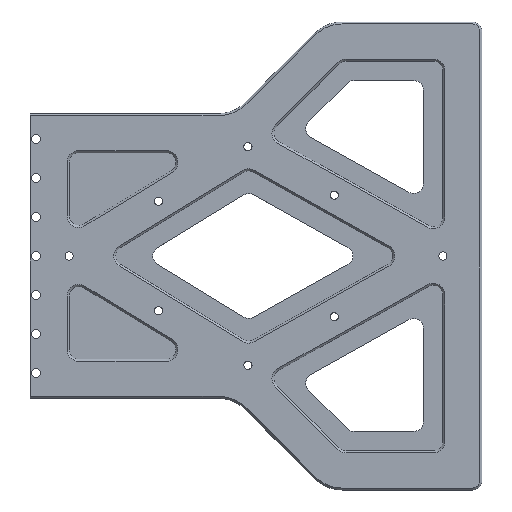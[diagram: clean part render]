
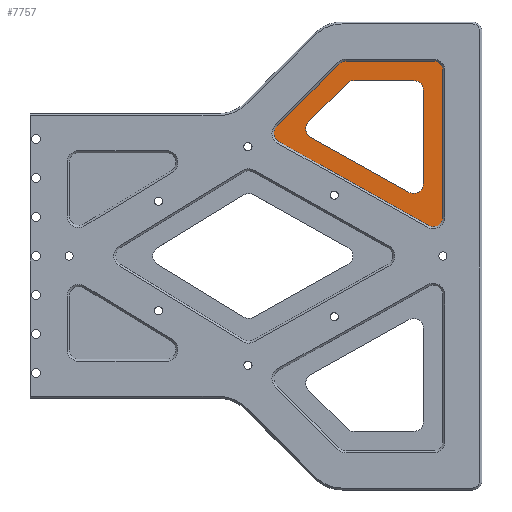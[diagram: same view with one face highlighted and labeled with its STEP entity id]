
A CAD part, top view. The second image highlights one B-rep face of the part: STEP entity #7757.
In plain terms, the highlighted planar face has unit normal (0, 0, 1).
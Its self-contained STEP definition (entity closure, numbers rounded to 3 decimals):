
#29 = EDGE_CURVE ( 'NONE', #9834, #8218, #3809, .T. ) ;
#119 = VERTEX_POINT ( 'NONE', #2540 ) ;
#126 = EDGE_LOOP ( 'NONE', ( #3300, #4487, #1669, #3136, #6670, #8168, #6260, #7312 ) ) ;
#127 = CARTESIAN_POINT ( 'NONE',  ( 0., 100., 1. ) ) ;
#257 = CARTESIAN_POINT ( 'NONE',  ( 0., 0., 1. ) ) ;
#309 = CARTESIAN_POINT ( 'NONE',  ( 212.176, 95., 1. ) ) ;
#434 = CARTESIAN_POINT ( 'NONE',  ( 168.138, 88.536, 1. ) ) ;
#493 = VECTOR ( 'NONE', #8863, 1000. ) ;
#600 = DIRECTION ( 'NONE',  ( -0.872, 0.489, 0. ) ) ;
#618 = CARTESIAN_POINT ( 'NONE',  ( 167.531, 95., 1. ) ) ;
#691 = DIRECTION ( 'NONE',  ( 0., 0., 1. ) ) ;
#844 = EDGE_CURVE ( 'NONE', #119, #5189, #3346, .T. ) ;
#916 = LINE ( 'NONE', #4891, #1889 ) ;
#987 = FACE_OUTER_BOUND ( 'NONE', #126, .T. ) ;
#1002 = ORIENTED_EDGE ( 'NONE', *, *, #1939, .F. ) ;
#1063 = EDGE_CURVE ( 'NONE', #3332, #9834, #6969, .T. ) ;
#1455 = LINE ( 'NONE', #8521, #7548 ) ;
#1511 = CARTESIAN_POINT ( 'NONE',  ( 217.176, 95., 1. ) ) ;
#1607 = DIRECTION ( 'NONE',  ( 0., 1., 0. ) ) ;
#1618 = CARTESIAN_POINT ( 'NONE',  ( 167.531, 100., 1. ) ) ;
#1669 = ORIENTED_EDGE ( 'NONE', *, *, #844, .T. ) ;
#1682 = VERTEX_POINT ( 'NONE', #8125 ) ;
#1747 = CIRCLE ( 'NONE', #6856, 5. ) ;
#1785 = VERTEX_POINT ( 'NONE', #2333 ) ;
#1786 = LINE ( 'NONE', #8851, #4406 ) ;
#1798 = EDGE_CURVE ( 'NONE', #6462, #9701, #2949, .T. ) ;
#1807 = VECTOR ( 'NONE', #3554, 1000. ) ;
#1876 = AXIS2_PLACEMENT_3D ( 'NONE', #2687, #8276, #4140 ) ;
#1889 = VECTOR ( 'NONE', #5657, 1000. ) ;
#1939 = EDGE_CURVE ( 'NONE', #3332, #4892, #9035, .T. ) ;
#2058 = CARTESIAN_POINT ( 'NONE',  ( 151.916, 65.243, 1. ) ) ;
#2250 = VERTEX_POINT ( 'NONE', #8243 ) ;
#2332 = CARTESIAN_POINT ( 'NONE',  ( 217.176, 0., 1. ) ) ;
#2333 = CARTESIAN_POINT ( 'NONE',  ( 171.673, 90., 1. ) ) ;
#2421 = DIRECTION ( 'NONE',  ( 0., 1., 0. ) ) ;
#2540 = CARTESIAN_POINT ( 'NONE',  ( 217.176, 19.999, 1. ) ) ;
#2596 = CARTESIAN_POINT ( 'NONE',  ( 163.996, 98.536, 1. ) ) ;
#2687 = CARTESIAN_POINT ( 'NONE',  ( 202.176, 85., 1. ) ) ;
#2949 = CIRCLE ( 'NONE', #8724, 5. ) ;
#2954 = DIRECTION ( 'NONE',  ( 1., 0., 0. ) ) ;
#3089 = CARTESIAN_POINT ( 'NONE',  ( 202.176, 37.069, 1. ) ) ;
#3136 = ORIENTED_EDGE ( 'NONE', *, *, #5147, .T. ) ;
#3154 = AXIS2_PLACEMENT_3D ( 'NONE', #4554, #5375, #2954 ) ;
#3156 = VERTEX_POINT ( 'NONE', #4218 ) ;
#3214 = ORIENTED_EDGE ( 'NONE', *, *, #4431, .T. ) ;
#3300 = ORIENTED_EDGE ( 'NONE', *, *, #7181, .F. ) ;
#3332 = VERTEX_POINT ( 'NONE', #6120 ) ;
#3346 = LINE ( 'NONE', #2332, #4308 ) ;
#3385 = VERTEX_POINT ( 'NONE', #6102 ) ;
#3401 = CIRCLE ( 'NONE', #6861, 5. ) ;
#3499 = CARTESIAN_POINT ( 'NONE',  ( 143.712, 64.11, 1. ) ) ;
#3518 = CIRCLE ( 'NONE', #7314, 5. ) ;
#3554 = DIRECTION ( 'NONE',  ( 0.872, -0.489, 0. ) ) ;
#3664 = ORIENTED_EDGE ( 'NONE', *, *, #29, .T. ) ;
#3783 = VERTEX_POINT ( 'NONE', #7636 ) ;
#3809 = CIRCLE ( 'NONE', #3154, 5. ) ;
#3823 = VERTEX_POINT ( 'NONE', #6127 ) ;
#3933 = EDGE_CURVE ( 'NONE', #3156, #6462, #4730, .T. ) ;
#4076 = AXIS2_PLACEMENT_3D ( 'NONE', #257, #5054, #8944 ) ;
#4077 = ORIENTED_EDGE ( 'NONE', *, *, #8683, .T. ) ;
#4140 = DIRECTION ( 'NONE',  ( 1., 0., 0. ) ) ;
#4202 = EDGE_CURVE ( 'NONE', #9701, #3385, #9293, .T. ) ;
#4218 = CARTESIAN_POINT ( 'NONE',  ( 212.176, 100., 1. ) ) ;
#4284 = DIRECTION ( 'NONE',  ( 0., 0., 1. ) ) ;
#4308 = VECTOR ( 'NONE', #2421, 1000. ) ;
#4398 = DIRECTION ( 'NONE',  ( 1., 0., 0. ) ) ;
#4406 = VECTOR ( 'NONE', #8086, 1000. ) ;
#4431 = EDGE_CURVE ( 'NONE', #9746, #1785, #7660, .T. ) ;
#4487 = ORIENTED_EDGE ( 'NONE', *, *, #9794, .T. ) ;
#4554 = CARTESIAN_POINT ( 'NONE',  ( 151.916, 65.243, 1. ) ) ;
#4612 = CARTESIAN_POINT ( 'NONE',  ( 135.508, 62.977, 1. ) ) ;
#4661 = DIRECTION ( 'NONE',  ( 1., 0., 0. ) ) ;
#4730 = LINE ( 'NONE', #127, #493 ) ;
#4891 = CARTESIAN_POINT ( 'NONE',  ( 207.176, 90., 1. ) ) ;
#4892 = VERTEX_POINT ( 'NONE', #9371 ) ;
#5054 = DIRECTION ( 'NONE',  ( 0., 0., 1. ) ) ;
#5147 = EDGE_CURVE ( 'NONE', #5189, #3156, #5991, .T. ) ;
#5189 = VERTEX_POINT ( 'NONE', #1511 ) ;
#5375 = DIRECTION ( 'NONE',  ( 0., 0., -1. ) ) ;
#5444 = CARTESIAN_POINT ( 'NONE',  ( 207.176, 37.069, 1. ) ) ;
#5458 = DIRECTION ( 'NONE',  ( 1., 0., 0. ) ) ;
#5526 = ORIENTED_EDGE ( 'NONE', *, *, #6278, .F. ) ;
#5590 = DIRECTION ( 'NONE',  ( -0.707, -0.707, 0. ) ) ;
#5657 = DIRECTION ( 'NONE',  ( -1., 0., 0. ) ) ;
#5695 = EDGE_CURVE ( 'NONE', #3823, #1785, #916, .T. ) ;
#5991 = CIRCLE ( 'NONE', #9313, 5. ) ;
#6040 = DIRECTION ( 'NONE',  ( 1., 0., 0. ) ) ;
#6079 = DIRECTION ( 'NONE',  ( 0., 0., 1. ) ) ;
#6102 = CARTESIAN_POINT ( 'NONE',  ( 131.973, 66.513, 1. ) ) ;
#6120 = CARTESIAN_POINT ( 'NONE',  ( 149.472, 60.882, 1. ) ) ;
#6127 = CARTESIAN_POINT ( 'NONE',  ( 202.176, 90., 1. ) ) ;
#6221 = ORIENTED_EDGE ( 'NONE', *, *, #9287, .T. ) ;
#6260 = ORIENTED_EDGE ( 'NONE', *, *, #4202, .T. ) ;
#6278 = EDGE_CURVE ( 'NONE', #9746, #8218, #1786, .T. ) ;
#6295 = DIRECTION ( 'NONE',  ( 0., 0., -1. ) ) ;
#6462 = VERTEX_POINT ( 'NONE', #1618 ) ;
#6581 = DIRECTION ( 'NONE',  ( 0., 0., -1. ) ) ;
#6602 = VECTOR ( 'NONE', #5590, 1000. ) ;
#6670 = ORIENTED_EDGE ( 'NONE', *, *, #3933, .T. ) ;
#6692 = CARTESIAN_POINT ( 'NONE',  ( 146.916, 65.243, 1. ) ) ;
#6856 = AXIS2_PLACEMENT_3D ( 'NONE', #7610, #9015, #4398 ) ;
#6861 = AXIS2_PLACEMENT_3D ( 'NONE', #4612, #691, #4661 ) ;
#6966 = DIRECTION ( 'NONE',  ( 1., 0., 0. ) ) ;
#6969 = CIRCLE ( 'NONE', #9120, 5. ) ;
#6998 = AXIS2_PLACEMENT_3D ( 'NONE', #9923, #6581, #9014 ) ;
#7181 = EDGE_CURVE ( 'NONE', #2250, #1682, #7676, .T. ) ;
#7312 = ORIENTED_EDGE ( 'NONE', *, *, #9938, .T. ) ;
#7314 = AXIS2_PLACEMENT_3D ( 'NONE', #3089, #6295, #8514 ) ;
#7365 = ORIENTED_EDGE ( 'NONE', *, *, #7993, .F. ) ;
#7389 = ORIENTED_EDGE ( 'NONE', *, *, #5695, .F. ) ;
#7548 = VECTOR ( 'NONE', #1607, 1000. ) ;
#7610 = CARTESIAN_POINT ( 'NONE',  ( 212.176, 19.999, 1. ) ) ;
#7635 = CARTESIAN_POINT ( 'NONE',  ( 148.381, 68.779, 1. ) ) ;
#7636 = CARTESIAN_POINT ( 'NONE',  ( 207.176, 85., 1. ) ) ;
#7660 = CIRCLE ( 'NONE', #6998, 5. ) ;
#7676 = LINE ( 'NONE', #8442, #9573 ) ;
#7757 = ADVANCED_FACE ( 'NONE', ( #9687, #987 ), #8999, .T. ) ;
#7993 = EDGE_CURVE ( 'NONE', #10168, #3783, #1455, .T. ) ;
#8086 = DIRECTION ( 'NONE',  ( -0.707, -0.707, 0. ) ) ;
#8125 = CARTESIAN_POINT ( 'NONE',  ( 133.063, 58.616, 1. ) ) ;
#8168 = ORIENTED_EDGE ( 'NONE', *, *, #1798, .T. ) ;
#8218 = VERTEX_POINT ( 'NONE', #7635 ) ;
#8243 = CARTESIAN_POINT ( 'NONE',  ( 209.731, 15.638, 1. ) ) ;
#8276 = DIRECTION ( 'NONE',  ( 0., 0., -1. ) ) ;
#8316 = CIRCLE ( 'NONE', #1876, 5. ) ;
#8442 = CARTESIAN_POINT ( 'NONE',  ( 56.818, 101.357, 1. ) ) ;
#8514 = DIRECTION ( 'NONE',  ( 1., 0., 0. ) ) ;
#8521 = CARTESIAN_POINT ( 'NONE',  ( 207.176, 28.534, 1. ) ) ;
#8683 = EDGE_CURVE ( 'NONE', #3823, #3783, #8316, .T. ) ;
#8724 = AXIS2_PLACEMENT_3D ( 'NONE', #618, #6079, #5458 ) ;
#8851 = CARTESIAN_POINT ( 'NONE',  ( 169.602, 90., 1. ) ) ;
#8863 = DIRECTION ( 'NONE',  ( -1., 0., 0. ) ) ;
#8944 = DIRECTION ( 'NONE',  ( 1., 0., 0. ) ) ;
#8999 = PLANE ( 'NONE',  #4076 ) ;
#9014 = DIRECTION ( 'NONE',  ( 1., 0., 0. ) ) ;
#9015 = DIRECTION ( 'NONE',  ( 0., 0., 1. ) ) ;
#9035 = LINE ( 'NONE', #3499, #1807 ) ;
#9120 = AXIS2_PLACEMENT_3D ( 'NONE', #2058, #9143, #6966 ) ;
#9143 = DIRECTION ( 'NONE',  ( 0., 0., -1. ) ) ;
#9287 = EDGE_CURVE ( 'NONE', #10168, #4892, #3518, .T. ) ;
#9293 = LINE ( 'NONE', #9984, #6602 ) ;
#9313 = AXIS2_PLACEMENT_3D ( 'NONE', #309, #4284, #6040 ) ;
#9371 = CARTESIAN_POINT ( 'NONE',  ( 199.731, 32.707, 1. ) ) ;
#9573 = VECTOR ( 'NONE', #600, 1000. ) ;
#9687 = FACE_BOUND ( 'NONE', #10007, .T. ) ;
#9701 = VERTEX_POINT ( 'NONE', #2596 ) ;
#9746 = VERTEX_POINT ( 'NONE', #434 ) ;
#9794 = EDGE_CURVE ( 'NONE', #2250, #119, #1747, .T. ) ;
#9798 = ORIENTED_EDGE ( 'NONE', *, *, #1063, .T. ) ;
#9834 = VERTEX_POINT ( 'NONE', #6692 ) ;
#9923 = CARTESIAN_POINT ( 'NONE',  ( 171.673, 85., 1. ) ) ;
#9938 = EDGE_CURVE ( 'NONE', #3385, #1682, #3401, .T. ) ;
#9984 = CARTESIAN_POINT ( 'NONE',  ( 32.73, -32.73, 1. ) ) ;
#10007 = EDGE_LOOP ( 'NONE', ( #5526, #3214, #7389, #4077, #7365, #6221, #1002, #9798, #3664 ) ) ;
#10168 = VERTEX_POINT ( 'NONE', #5444 ) ;
